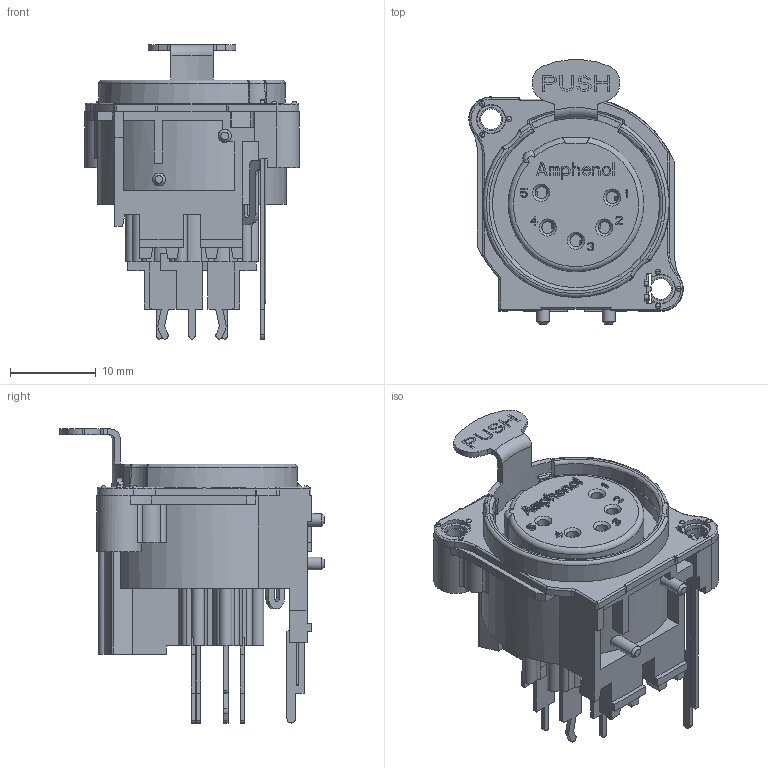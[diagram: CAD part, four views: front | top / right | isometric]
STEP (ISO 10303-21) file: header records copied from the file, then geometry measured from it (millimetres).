
FILE_DESCRIPTION(/* description */ (''),/* implementation_level */ '2;1');
FILE_NAME(/* name */ 'AC5FBV-AU-PRE.stp',/* time_stamp */ '2025-07-08T23:18:47+10:00',/* author */ ('minh'),/* organization */ (''),/* preprocessor_version */ 'ST-DEVELOPER v19.2',/* originating_system */ 'Autodesk Inventor 2023',/* authorisation */ '');
FILE_SCHEMA (('AUTOMOTIVE_DESIGN { 1 0 10303 214 3 1 1 }'));
Length unit declared in the file: inch
Products named in the file (1): AC5FBV-AU-PRE simplified
Bounding box: 25 x 30.82 x 34.3 mm (x, y, z)
Volume: 7102.3 mm3; surface area: 4873.1 mm2
Topology: 1 solids, 6 shells, 1202 faces, 3376 edges, 2223 vertices
Faces by surface type: plane 933, cylinder 195, torus 26, bspline 18, sphere 15, cone 15
Full cylindrical faces by diameter (mm): 1.2 x2, 1.4 x5, 1.5 x2, 2.4 x1, 2.7 x1, 3 x1, 3.4 x1, 5.2 x1
Entity records: 40642 total; most frequent: CARTESIAN_POINT 8066, ORIENTED_EDGE 6750, DIRECTION 6221, EDGE_CURVE 3375, LINE 2715, VECTOR 2715, VERTEX_POINT 2223, AXIS2_PLACEMENT_3D 1753
